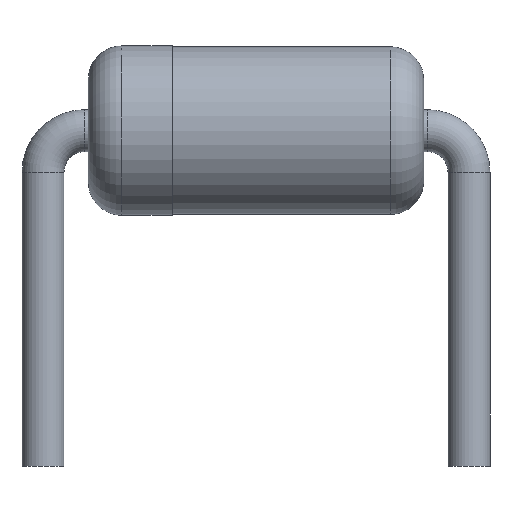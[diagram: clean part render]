
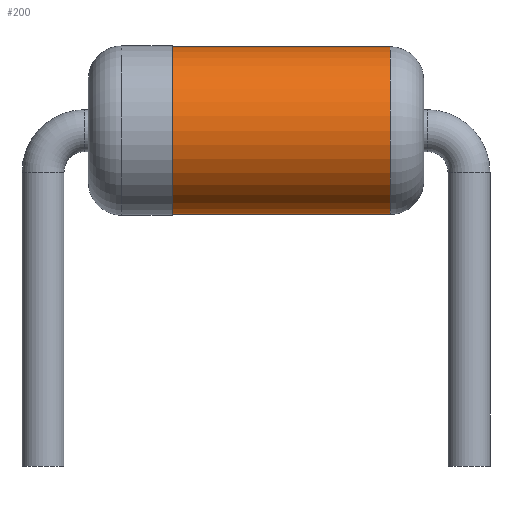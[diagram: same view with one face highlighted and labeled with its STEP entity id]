
A CAD part, front view. The second image highlights one B-rep face of the part: STEP entity #200.
In plain terms, the highlighted cylindrical face has radius 1 mm (diameter 2 mm), a full revolution.
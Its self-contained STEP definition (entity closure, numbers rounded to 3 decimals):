
#45=FACE_OUTER_BOUND('',#60,.T.);
#60=EDGE_LOOP('',(#175,#176,#177,#178));
#67=LINE('',#377,#72);
#72=VECTOR('',#318,1.);
#86=CIRCLE('',#239,1.);
#90=CIRCLE('',#247,1.);
#104=VERTEX_POINT('',#363);
#107=VERTEX_POINT('',#375);
#125=EDGE_CURVE('',#104,#104,#86,.T.);
#130=EDGE_CURVE('',#107,#107,#90,.T.);
#131=EDGE_CURVE('',#107,#104,#67,.T.);
#175=ORIENTED_EDGE('',*,*,#130,.F.);
#176=ORIENTED_EDGE('',*,*,#131,.T.);
#177=ORIENTED_EDGE('',*,*,#125,.T.);
#178=ORIENTED_EDGE('',*,*,#131,.F.);
#188=CYLINDRICAL_SURFACE('',#246,1.);
#200=ADVANCED_FACE('',(#45),#188,.T.);
#239=AXIS2_PLACEMENT_3D('',#364,#299,#300);
#246=AXIS2_PLACEMENT_3D('',#374,#314,#315);
#247=AXIS2_PLACEMENT_3D('',#376,#316,#317);
#299=DIRECTION('center_axis',(1.,0.,0.));
#300=DIRECTION('ref_axis',(0.,0.,1.));
#314=DIRECTION('center_axis',(1.,0.,0.));
#315=DIRECTION('ref_axis',(0.,0.,1.));
#316=DIRECTION('center_axis',(1.,0.,0.));
#317=DIRECTION('ref_axis',(0.,0.,1.));
#318=DIRECTION('',(-1.,0.,0.));
#363=CARTESIAN_POINT('',(2.81,0.,0.5));
#364=CARTESIAN_POINT('Origin',(2.81,0.,1.5));
#374=CARTESIAN_POINT('Origin',(1.81,0.,1.5));
#375=CARTESIAN_POINT('',(5.41,0.,0.5));
#376=CARTESIAN_POINT('Origin',(5.41,0.,1.5));
#377=CARTESIAN_POINT('',(1.81,0.,0.5));
